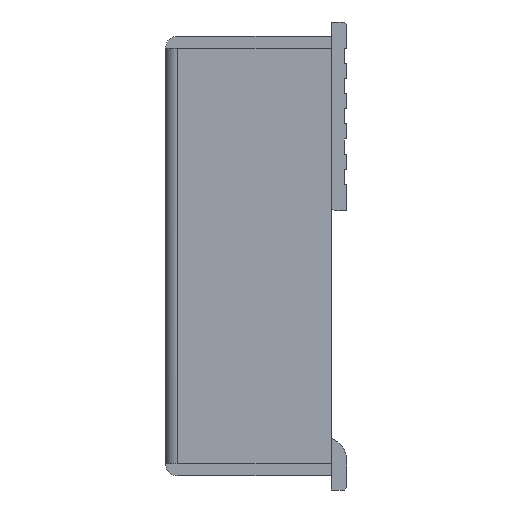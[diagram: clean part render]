
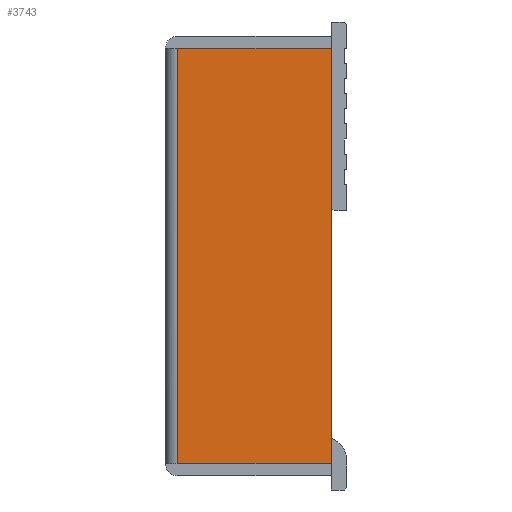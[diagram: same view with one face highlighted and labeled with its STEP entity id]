
A CAD part, left-side view. The second image highlights one B-rep face of the part: STEP entity #3743.
In plain terms, the highlighted free-form (B-spline) face has degree [1, 1] with [2, 2] control points.
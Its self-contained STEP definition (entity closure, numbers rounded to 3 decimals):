
#3620=CARTESIAN_POINT('',(-41.85,56.768,58.5));
#3621=VERTEX_POINT('',#3620);
#3642=CARTESIAN_POINT('',(-41.85,56.768,3.5));
#3643=VERTEX_POINT('',#3642);
#3657=CARTESIAN_POINT('',(-41.85,56.768,58.5));
#3658=CARTESIAN_POINT('',(-41.85,56.768,3.5));
#3659=QUASI_UNIFORM_CURVE('',1,(#3657,#3658),.UNSPECIFIED.,.F.,.U.);
#3660=EDGE_CURVE('',#3621,#3643,#3659,.T.);
#3672=CARTESIAN_POINT('',(-41.85,36.368,58.5));
#3673=VERTEX_POINT('',#3672);
#3679=CARTESIAN_POINT('',(-41.85,36.368,3.5));
#3680=VERTEX_POINT('',#3679);
#3681=CARTESIAN_POINT('',(-41.85,36.368,58.5));
#3682=CARTESIAN_POINT('',(-41.85,36.368,3.5));
#3683=QUASI_UNIFORM_CURVE('',1,(#3681,#3682),.UNSPECIFIED.,.F.,.U.);
#3684=EDGE_CURVE('',#3673,#3680,#3683,.T.);
#3706=CARTESIAN_POINT('',(-41.85,36.368,3.5));
#3707=CARTESIAN_POINT('',(-41.85,56.768,3.5));
#3708=QUASI_UNIFORM_CURVE('',1,(#3706,#3707),.UNSPECIFIED.,.F.,.U.);
#3709=EDGE_CURVE('',#3680,#3643,#3708,.T.);
#3728=CARTESIAN_POINT('',(-41.85,35.349,61.247));
#3729=CARTESIAN_POINT('',(-41.85,35.349,0.753));
#3730=CARTESIAN_POINT('',(-41.85,57.787,61.247));
#3731=CARTESIAN_POINT('',(-41.85,57.787,0.753));
#3732=B_SPLINE_SURFACE_WITH_KNOTS('',1,1,((#3728,#3730),(#3729,#3731)),.UNSPECIFIED.,.F.,.F.,.U.,(2,2),(2,2),(0.0,60.495),(0.0,22.438),.UNSPECIFIED.);
#3733=CARTESIAN_POINT('',(-41.85,36.368,58.5));
#3734=CARTESIAN_POINT('',(-41.85,56.768,58.5));
#3735=QUASI_UNIFORM_CURVE('',1,(#3733,#3734),.UNSPECIFIED.,.F.,.U.);
#3736=EDGE_CURVE('',#3673,#3621,#3735,.T.);
#3737=ORIENTED_EDGE('',*,*,#3736,.T.);
#3738=ORIENTED_EDGE('',*,*,#3660,.T.);
#3739=ORIENTED_EDGE('',*,*,#3709,.F.);
#3740=ORIENTED_EDGE('',*,*,#3684,.F.);
#3741=EDGE_LOOP('',(#3737,#3738,#3739,#3740));
#3742=FACE_OUTER_BOUND('',#3741,.T.);
#3743=ADVANCED_FACE('',(#3742),#3732,.F.);
